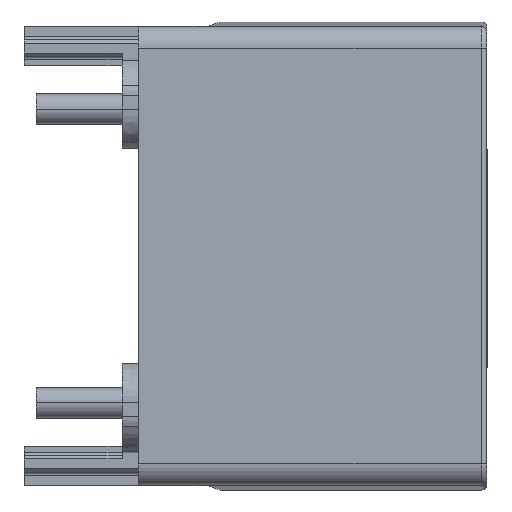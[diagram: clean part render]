
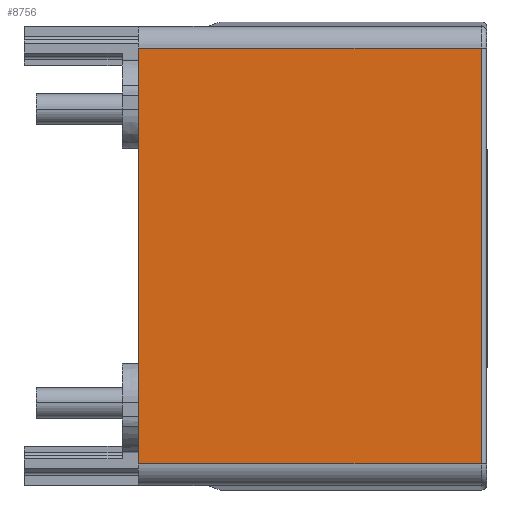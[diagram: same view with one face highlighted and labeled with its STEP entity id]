
A CAD part, left-side view. The second image highlights one B-rep face of the part: STEP entity #8756.
In plain terms, the highlighted planar face has unit normal (-1, 0, 0).
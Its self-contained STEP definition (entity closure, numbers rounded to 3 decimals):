
#1610=DIRECTION('',(0.,0.,-1.));
#1611=VECTOR('',#1610,38.2);
#1612=CARTESIAN_POINT('',(-33.,32.,19.1));
#1613=LINE('',#1612,#1611);
#1637=DIRECTION('',(0.,0.,-1.));
#1638=VECTOR('',#1637,38.2);
#1639=CARTESIAN_POINT('',(-33.,0.5,19.1));
#1640=LINE('',#1639,#1638);
#1641=DIRECTION('',(0.,-1.,0.));
#1642=VECTOR('',#1641,31.5);
#1643=CARTESIAN_POINT('',(-33.,32.,-19.1));
#1644=LINE('',#1643,#1642);
#1645=DIRECTION('',(0.,-1.,0.));
#1646=VECTOR('',#1645,31.5);
#1647=CARTESIAN_POINT('',(-33.,32.,19.1));
#1648=LINE('',#1647,#1646);
#6401=CARTESIAN_POINT('',(-33.,32.,-19.1));
#6403=VERTEX_POINT('',#6401);
#6405=CARTESIAN_POINT('',(-33.,32.,19.1));
#6406=VERTEX_POINT('',#6405);
#6462=CARTESIAN_POINT('',(-33.,0.5,19.1));
#6464=VERTEX_POINT('',#6462);
#6467=CARTESIAN_POINT('',(-33.,0.5,-19.1));
#6468=VERTEX_POINT('',#6467);
#8744=CARTESIAN_POINT('',(-33.,0.,-21.1));
#8745=DIRECTION('',(-1.,0.,0.));
#8746=DIRECTION('',(0.,0.,1.));
#8747=AXIS2_PLACEMENT_3D('',#8744,#8745,#8746);
#8748=PLANE('',#8747);
#8749=ORIENTED_EDGE('',*,*,#8737,.T.);
#8750=ORIENTED_EDGE('',*,*,#8711,.F.);
#8751=ORIENTED_EDGE('',*,*,#8694,.F.);
#8753=ORIENTED_EDGE('',*,*,#8752,.T.);
#8754=EDGE_LOOP('',(#8749,#8750,#8751,#8753));
#8755=FACE_OUTER_BOUND('',#8754,.F.);
#8756=ADVANCED_FACE('',(#8755),#8748,.T.);
#8694=EDGE_CURVE('',#6406,#6403,#1613,.T.);
#8711=EDGE_CURVE('',#6403,#6468,#1644,.T.);
#8737=EDGE_CURVE('',#6464,#6468,#1640,.T.);
#8752=EDGE_CURVE('',#6406,#6464,#1648,.T.);
